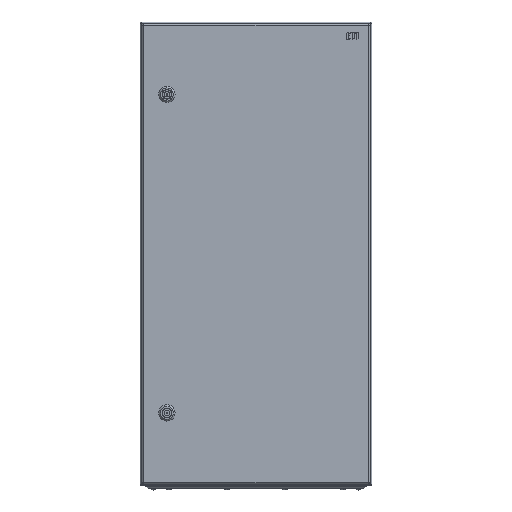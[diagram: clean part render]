
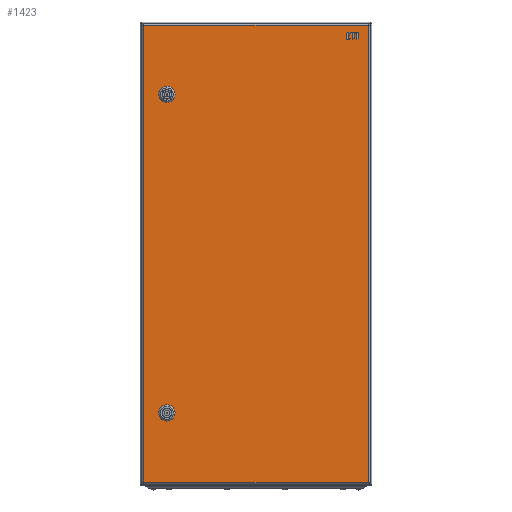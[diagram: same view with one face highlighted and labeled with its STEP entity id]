
A CAD part, front view. The second image highlights one B-rep face of the part: STEP entity #1423.
In plain terms, the highlighted face is planar.
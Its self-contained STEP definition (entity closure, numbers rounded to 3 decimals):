
#486=DIRECTION('',(-1.,0.,0.));
#487=VECTOR('',#486,789.);
#488=CARTESIAN_POINT('',(394.5,-194.2,0.));
#489=LINE('',#488,#487);
#500=CARTESIAN_POINT('',(-275.,-153.7,0.));
#501=DIRECTION('',(0.,0.,-1.));
#502=DIRECTION('',(-0.893,0.449,0.));
#503=AXIS2_PLACEMENT_3D('',#500,#501,#502);
#508=DIRECTION('',(1.,0.,0.));
#509=VECTOR('',#508,10.111);
#510=CARTESIAN_POINT('',(-280.056,-143.65,0.));
#511=LINE('',#510,#509);
#515=CARTESIAN_POINT('',(-275.,-153.7,0.));
#516=DIRECTION('',(0.,0.,-1.));
#517=DIRECTION('',(0.449,0.893,0.));
#518=AXIS2_PLACEMENT_3D('',#515,#516,#517);
#523=DIRECTION('',(0.,-1.,0.));
#524=VECTOR('',#523,10.111);
#525=CARTESIAN_POINT('',(-264.95,-148.644,0.));
#526=LINE('',#525,#524);
#530=CARTESIAN_POINT('',(-275.,-153.7,0.));
#531=DIRECTION('',(0.,0.,-1.));
#532=DIRECTION('',(0.893,-0.449,0.));
#533=AXIS2_PLACEMENT_3D('',#530,#531,#532);
#538=DIRECTION('',(-1.,0.,0.));
#539=VECTOR('',#538,10.111);
#540=CARTESIAN_POINT('',(-269.944,-163.75,0.));
#541=LINE('',#540,#539);
#545=CARTESIAN_POINT('',(-275.,-153.7,0.));
#546=DIRECTION('',(0.,0.,-1.));
#547=DIRECTION('',(-0.449,-0.893,0.));
#548=AXIS2_PLACEMENT_3D('',#545,#546,#547);
#553=DIRECTION('',(0.,1.,0.));
#554=VECTOR('',#553,10.111);
#555=CARTESIAN_POINT('',(-285.05,-158.756,0.));
#556=LINE('',#555,#554);
#560=DIRECTION('',(-1.,0.,0.));
#561=VECTOR('',#560,10.111);
#562=CARTESIAN_POINT('',(280.056,-163.75,0.));
#563=LINE('',#562,#561);
#567=CARTESIAN_POINT('',(275.,-153.7,0.));
#568=DIRECTION('',(0.,0.,-1.));
#569=DIRECTION('',(-0.449,-0.893,0.));
#570=AXIS2_PLACEMENT_3D('',#567,#568,#569);
#575=DIRECTION('',(0.,1.,0.));
#576=VECTOR('',#575,10.111);
#577=CARTESIAN_POINT('',(264.95,-158.756,0.));
#578=LINE('',#577,#576);
#582=CARTESIAN_POINT('',(275.,-153.7,0.));
#583=DIRECTION('',(0.,0.,-1.));
#584=DIRECTION('',(-0.893,0.449,0.));
#585=AXIS2_PLACEMENT_3D('',#582,#583,#584);
#590=DIRECTION('',(1.,0.,0.));
#591=VECTOR('',#590,10.111);
#592=CARTESIAN_POINT('',(269.944,-143.65,0.));
#593=LINE('',#592,#591);
#597=CARTESIAN_POINT('',(275.,-153.7,0.));
#598=DIRECTION('',(0.,0.,-1.));
#599=DIRECTION('',(0.449,0.893,0.));
#600=AXIS2_PLACEMENT_3D('',#597,#598,#599);
#605=DIRECTION('',(0.,-1.,0.));
#606=VECTOR('',#605,10.111);
#607=CARTESIAN_POINT('',(285.05,-148.644,0.));
#608=LINE('',#607,#606);
#612=CARTESIAN_POINT('',(275.,-153.7,0.));
#613=DIRECTION('',(0.,0.,-1.));
#614=DIRECTION('',(0.893,-0.449,0.));
#615=AXIS2_PLACEMENT_3D('',#612,#613,#614);
#627=DIRECTION('',(0.,-1.,0.));
#628=VECTOR('',#627,388.4);
#629=CARTESIAN_POINT('',(394.5,194.2,0.));
#630=LINE('',#629,#628);
#665=DIRECTION('',(1.,0.,0.));
#666=VECTOR('',#665,789.);
#667=CARTESIAN_POINT('',(-394.5,194.2,0.));
#668=LINE('',#667,#666);
#703=DIRECTION('',(0.,1.,0.));
#704=VECTOR('',#703,388.4);
#705=CARTESIAN_POINT('',(-394.5,-194.2,0.));
#706=LINE('',#705,#704);
#966=CARTESIAN_POINT('',(280.056,-163.75,0.));
#967=VERTEX_POINT('',#966);
#968=CARTESIAN_POINT('',(285.05,-158.756,0.));
#969=VERTEX_POINT('',#968);
#970=CARTESIAN_POINT('',(269.944,-163.75,0.));
#971=VERTEX_POINT('',#970);
#972=CARTESIAN_POINT('',(264.95,-158.756,0.));
#973=VERTEX_POINT('',#972);
#974=CARTESIAN_POINT('',(264.95,-148.644,0.));
#975=VERTEX_POINT('',#974);
#976=CARTESIAN_POINT('',(269.944,-143.65,0.));
#977=VERTEX_POINT('',#976);
#978=CARTESIAN_POINT('',(280.056,-143.65,0.));
#979=VERTEX_POINT('',#978);
#980=CARTESIAN_POINT('',(285.05,-148.644,0.));
#981=VERTEX_POINT('',#980);
#982=CARTESIAN_POINT('',(394.5,194.2,0.));
#983=CARTESIAN_POINT('',(394.5,-194.2,0.));
#984=VERTEX_POINT('',#982);
#985=VERTEX_POINT('',#983);
#986=CARTESIAN_POINT('',(-394.5,194.2,0.));
#987=VERTEX_POINT('',#986);
#988=CARTESIAN_POINT('',(-394.5,-194.2,0.));
#989=VERTEX_POINT('',#988);
#990=CARTESIAN_POINT('',(-285.05,-148.644,0.));
#991=CARTESIAN_POINT('',(-280.056,-143.65,0.));
#992=VERTEX_POINT('',#990);
#993=VERTEX_POINT('',#991);
#994=CARTESIAN_POINT('',(-269.944,-143.65,0.));
#995=VERTEX_POINT('',#994);
#996=CARTESIAN_POINT('',(-264.95,-148.644,0.));
#997=VERTEX_POINT('',#996);
#998=CARTESIAN_POINT('',(-264.95,-158.756,0.));
#999=VERTEX_POINT('',#998);
#1000=CARTESIAN_POINT('',(-269.944,-163.75,0.));
#1001=VERTEX_POINT('',#1000);
#1002=CARTESIAN_POINT('',(-280.056,-163.75,0.));
#1003=VERTEX_POINT('',#1002);
#1004=CARTESIAN_POINT('',(-285.05,-158.756,0.));
#1005=VERTEX_POINT('',#1004);
#1373=CARTESIAN_POINT('',(0.,0.,0.));
#1374=DIRECTION('',(0.,0.,-1.));
#1375=DIRECTION('',(-1.,0.,0.));
#1376=AXIS2_PLACEMENT_3D('',#1373,#1374,#1375);
#1377=PLANE('',#1376);
#1379=ORIENTED_EDGE('',*,*,#1378,.F.);
#1381=ORIENTED_EDGE('',*,*,#1380,.F.);
#1383=ORIENTED_EDGE('',*,*,#1382,.F.);
#1384=ORIENTED_EDGE('',*,*,#1363,.F.);
#1385=EDGE_LOOP('',(#1379,#1381,#1383,#1384));
#1386=FACE_OUTER_BOUND('',#1385,.F.);
#1388=ORIENTED_EDGE('',*,*,#1387,.T.);
#1390=ORIENTED_EDGE('',*,*,#1389,.T.);
#1392=ORIENTED_EDGE('',*,*,#1391,.T.);
#1394=ORIENTED_EDGE('',*,*,#1393,.T.);
#1396=ORIENTED_EDGE('',*,*,#1395,.T.);
#1398=ORIENTED_EDGE('',*,*,#1397,.T.);
#1400=ORIENTED_EDGE('',*,*,#1399,.T.);
#1402=ORIENTED_EDGE('',*,*,#1401,.T.);
#1403=EDGE_LOOP('',(#1388,#1390,#1392,#1394,#1396,#1398,#1400,#1402));
#1404=FACE_BOUND('',#1403,.F.);
#1406=ORIENTED_EDGE('',*,*,#1405,.T.);
#1408=ORIENTED_EDGE('',*,*,#1407,.T.);
#1410=ORIENTED_EDGE('',*,*,#1409,.T.);
#1412=ORIENTED_EDGE('',*,*,#1411,.T.);
#1414=ORIENTED_EDGE('',*,*,#1413,.T.);
#1416=ORIENTED_EDGE('',*,*,#1415,.T.);
#1418=ORIENTED_EDGE('',*,*,#1417,.T.);
#1420=ORIENTED_EDGE('',*,*,#1419,.T.);
#1421=EDGE_LOOP('',(#1406,#1408,#1410,#1412,#1414,#1416,#1418,#1420));
#1422=FACE_BOUND('',#1421,.F.);
#504=CIRCLE('',#503,11.25);
#519=CIRCLE('',#518,11.25);
#534=CIRCLE('',#533,11.25);
#549=CIRCLE('',#548,11.25);
#571=CIRCLE('',#570,11.25);
#586=CIRCLE('',#585,11.25);
#601=CIRCLE('',#600,11.25);
#616=CIRCLE('',#615,11.25);
#1363=EDGE_CURVE('',#985,#989,#489,.T.);
#1378=EDGE_CURVE('',#984,#985,#630,.T.);
#1380=EDGE_CURVE('',#987,#984,#668,.T.);
#1382=EDGE_CURVE('',#989,#987,#706,.T.);
#1387=EDGE_CURVE('',#992,#993,#504,.T.);
#1389=EDGE_CURVE('',#993,#995,#511,.T.);
#1391=EDGE_CURVE('',#995,#997,#519,.T.);
#1393=EDGE_CURVE('',#997,#999,#526,.T.);
#1395=EDGE_CURVE('',#999,#1001,#534,.T.);
#1397=EDGE_CURVE('',#1001,#1003,#541,.T.);
#1399=EDGE_CURVE('',#1003,#1005,#549,.T.);
#1401=EDGE_CURVE('',#1005,#992,#556,.T.);
#1405=EDGE_CURVE('',#967,#971,#563,.T.);
#1407=EDGE_CURVE('',#971,#973,#571,.T.);
#1409=EDGE_CURVE('',#973,#975,#578,.T.);
#1411=EDGE_CURVE('',#975,#977,#586,.T.);
#1413=EDGE_CURVE('',#977,#979,#593,.T.);
#1415=EDGE_CURVE('',#979,#981,#601,.T.);
#1417=EDGE_CURVE('',#981,#969,#608,.T.);
#1419=EDGE_CURVE('',#969,#967,#616,.T.);
#1423=ADVANCED_FACE('',(#1386,#1404,#1422),#1377,.T.);
